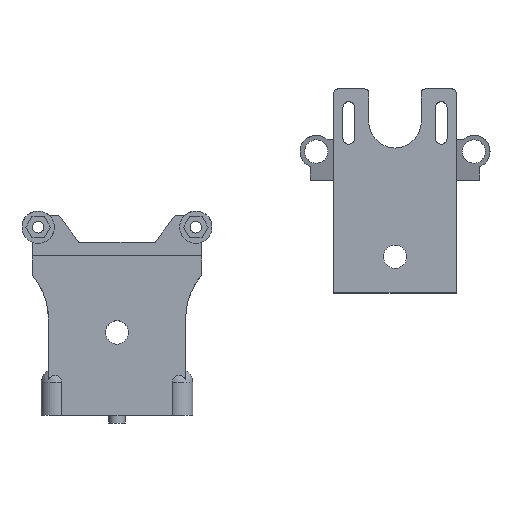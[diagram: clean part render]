
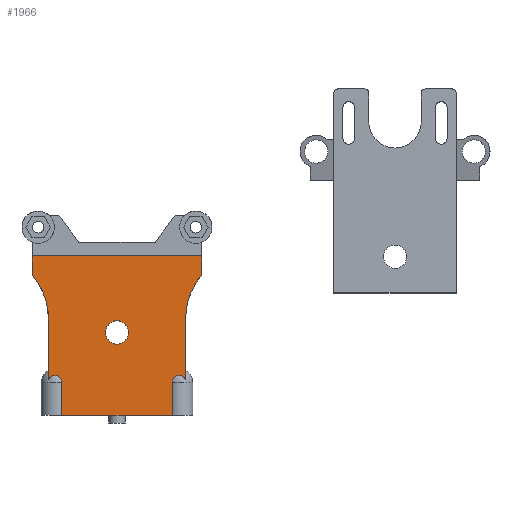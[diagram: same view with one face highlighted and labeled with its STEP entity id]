
A CAD part, top view. The second image highlights one B-rep face of the part: STEP entity #1966.
In plain terms, the highlighted planar face has unit normal (0, 0, 1).
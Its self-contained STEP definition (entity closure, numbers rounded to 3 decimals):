
#20=(
BOUNDED_CURVE()
B_SPLINE_CURVE(5,(#3102,#3103,#3104,#3105,#3106,#3107,#3108,#3109,#3110,
#3111,#3112,#3113,#3114),.UNSPECIFIED.,.F.,.F.)
B_SPLINE_CURVE_WITH_KNOTS((6,1,1,1,1,1,1,1,6),(0.3,0.3,0.4,
0.5,0.6,0.7,0.8,0.9,1.),.UNSPECIFIED.)
CURVE()
GEOMETRIC_REPRESENTATION_ITEM()
RATIONAL_B_SPLINE_CURVE((1.,1.,1.,1.,1.,1.,1.,1.,1.,1.,1.,1.,1.))
REPRESENTATION_ITEM('')
);
#22=(
BOUNDED_CURVE()
B_SPLINE_CURVE(5,(#3183,#3184,#3185,#3186,#3187,#3188,#3189,#3190,#3191,
#3192,#3193,#3194,#3195),.UNSPECIFIED.,.F.,.F.)
B_SPLINE_CURVE_WITH_KNOTS((6,1,1,1,1,1,1,1,6),(-1.,-0.9,-0.8,-0.7,-0.6,
-0.5,-0.4,-0.3,-0.3),.UNSPECIFIED.)
CURVE()
GEOMETRIC_REPRESENTATION_ITEM()
RATIONAL_B_SPLINE_CURVE((1.,1.,1.,1.,1.,1.,1.,1.,1.,1.,1.,1.,1.))
REPRESENTATION_ITEM('')
);
#27=B_SPLINE_CURVE_WITH_KNOTS('',3,(#3115,#3116,#3117,#3118,#3119,#3120,
#3121,#3122,#3123,#3124),.UNSPECIFIED.,.F.,.F.,(4,3,3,4),(0.562,
0.625,0.692,0.727),.UNSPECIFIED.);
#30=B_SPLINE_CURVE_WITH_KNOTS('',3,(#3196,#3197,#3198,#3199,#3200,#3201,
#3202,#3203,#3204,#3205),.UNSPECIFIED.,.F.,.F.,(4,3,3,4),(-1.14,
-1.026,-0.905,-0.842),.UNSPECIFIED.);
#91=FACE_BOUND('',#324,.T.);
#124=CIRCLE('',#2106,1.717);
#130=CIRCLE('',#2113,1.717);
#137=CIRCLE('',#2124,3.);
#208=FACE_OUTER_BOUND('',#323,.T.);
#323=EDGE_LOOP('',(#1512,#1513,#1514,#1515,#1516,#1517,#1518,#1519,#1520,
#1521,#1522,#1523));
#324=EDGE_LOOP('',(#1524));
#472=LINE('',#3040,#677);
#480=LINE('',#3174,#685);
#481=LINE('',#3177,#686);
#482=LINE('',#3179,#687);
#483=LINE('',#3181,#688);
#484=LINE('',#3206,#689);
#677=VECTOR('',#2443,10.);
#685=VECTOR('',#2461,10.);
#686=VECTOR('',#2464,10.);
#687=VECTOR('',#2465,10.);
#688=VECTOR('',#2466,10.);
#689=VECTOR('',#2467,10.);
#873=VERTEX_POINT('',#2973);
#874=VERTEX_POINT('',#2974);
#881=VERTEX_POINT('',#3009);
#882=VERTEX_POINT('',#3031);
#885=VERTEX_POINT('',#3039);
#889=VERTEX_POINT('',#3099);
#890=VERTEX_POINT('',#3101);
#897=VERTEX_POINT('',#3172);
#898=VERTEX_POINT('',#3176);
#899=VERTEX_POINT('',#3178);
#900=VERTEX_POINT('',#3180);
#901=VERTEX_POINT('',#3182);
#902=VERTEX_POINT('',#3207);
#1094=EDGE_CURVE('',#873,#874,#124,.T.);
#1102=EDGE_CURVE('',#882,#881,#130,.T.);
#1106=EDGE_CURVE('',#885,#882,#472,.T.);
#1111=EDGE_CURVE('',#890,#889,#20,.T.);
#1112=EDGE_CURVE('',#881,#890,#27,.F.);
#1123=EDGE_CURVE('',#874,#897,#480,.T.);
#1124=EDGE_CURVE('',#889,#898,#481,.T.);
#1125=EDGE_CURVE('',#898,#899,#482,.T.);
#1126=EDGE_CURVE('',#899,#900,#483,.T.);
#1127=EDGE_CURVE('',#900,#901,#22,.T.);
#1128=EDGE_CURVE('',#873,#901,#30,.F.);
#1129=EDGE_CURVE('',#897,#885,#484,.T.);
#1130=EDGE_CURVE('',#902,#902,#137,.T.);
#1512=ORIENTED_EDGE('',*,*,#1111,.T.);
#1513=ORIENTED_EDGE('',*,*,#1124,.T.);
#1514=ORIENTED_EDGE('',*,*,#1125,.T.);
#1515=ORIENTED_EDGE('',*,*,#1126,.T.);
#1516=ORIENTED_EDGE('',*,*,#1127,.T.);
#1517=ORIENTED_EDGE('',*,*,#1128,.F.);
#1518=ORIENTED_EDGE('',*,*,#1094,.T.);
#1519=ORIENTED_EDGE('',*,*,#1123,.T.);
#1520=ORIENTED_EDGE('',*,*,#1129,.T.);
#1521=ORIENTED_EDGE('',*,*,#1106,.T.);
#1522=ORIENTED_EDGE('',*,*,#1102,.T.);
#1523=ORIENTED_EDGE('',*,*,#1112,.T.);
#1524=ORIENTED_EDGE('',*,*,#1130,.T.);
#1878=PLANE('',#2123);
#1966=ADVANCED_FACE('',(#208,#91),#1878,.T.);
#2106=AXIS2_PLACEMENT_3D('',#2975,#2419,#2420);
#2113=AXIS2_PLACEMENT_3D('',#3032,#2433,#2434);
#2123=AXIS2_PLACEMENT_3D('',#3175,#2462,#2463);
#2124=AXIS2_PLACEMENT_3D('',#3208,#2468,#2469);
#2419=DIRECTION('center_axis',(0.,0.,-1.));
#2420=DIRECTION('ref_axis',(0.,1.,0.));
#2433=DIRECTION('center_axis',(0.,0.,-1.));
#2434=DIRECTION('ref_axis',(0.,1.,0.));
#2443=DIRECTION('',(0.,1.,0.));
#2461=DIRECTION('',(0.,-1.,0.));
#2462=DIRECTION('center_axis',(0.,0.,1.));
#2463=DIRECTION('ref_axis',(1.,0.,0.));
#2464=DIRECTION('',(0.,1.,0.));
#2465=DIRECTION('',(-1.,0.,0.));
#2466=DIRECTION('',(0.,-1.,0.));
#2467=DIRECTION('',(1.,0.,0.));
#2468=DIRECTION('center_axis',(0.,0.,-1.));
#2469=DIRECTION('ref_axis',(1.,0.,0.));
#2973=CARTESIAN_POINT('',(-17.606,9.107,3.05));
#2974=CARTESIAN_POINT('',(-14.283,8.5,3.05));
#2975=CARTESIAN_POINT('Origin',(-16.,8.5,3.05));
#3009=CARTESIAN_POINT('',(17.606,9.107,3.05));
#3031=CARTESIAN_POINT('',(14.283,8.5,3.05));
#3032=CARTESIAN_POINT('Origin',(16.,8.5,3.05));
#3039=CARTESIAN_POINT('',(14.283,0.,3.05));
#3040=CARTESIAN_POINT('',(14.283,0.,3.05));
#3099=CARTESIAN_POINT('',(21.8,36.,3.05));
#3101=CARTESIAN_POINT('',(17.625,12.,3.05));
#3102=CARTESIAN_POINT('Ctrl Pts',(17.625,12.,3.05));
#3103=CARTESIAN_POINT('Ctrl Pts',(17.625,12.002,3.05));
#3104=CARTESIAN_POINT('Ctrl Pts',(17.626,12.827,3.05));
#3105=CARTESIAN_POINT('Ctrl Pts',(17.621,14.476,3.05));
#3106=CARTESIAN_POINT('Ctrl Pts',(17.59,16.944,3.05));
#3107=CARTESIAN_POINT('Ctrl Pts',(17.505,20.187,3.05));
#3108=CARTESIAN_POINT('Ctrl Pts',(17.445,24.048,3.05));
#3109=CARTESIAN_POINT('Ctrl Pts',(17.746,27.594,3.05));
#3110=CARTESIAN_POINT('Ctrl Pts',(18.53,30.784,3.05));
#3111=CARTESIAN_POINT('Ctrl Pts',(19.58,33.045,3.05));
#3112=CARTESIAN_POINT('Ctrl Pts',(20.6,34.583,3.05));
#3113=CARTESIAN_POINT('Ctrl Pts',(21.383,35.539,3.05));
#3114=CARTESIAN_POINT('Ctrl Pts',(21.8,36.,3.05));
#3115=CARTESIAN_POINT('Ctrl Pts',(17.625,12.,3.05));
#3116=CARTESIAN_POINT('Ctrl Pts',(17.625,11.632,3.05));
#3117=CARTESIAN_POINT('Ctrl Pts',(17.624,11.263,3.05));
#3118=CARTESIAN_POINT('Ctrl Pts',(17.622,10.896,3.05));
#3119=CARTESIAN_POINT('Ctrl Pts',(17.619,10.502,3.05));
#3120=CARTESIAN_POINT('Ctrl Pts',(17.616,10.109,3.05));
#3121=CARTESIAN_POINT('Ctrl Pts',(17.612,9.717,3.05));
#3122=CARTESIAN_POINT('Ctrl Pts',(17.61,9.513,3.05));
#3123=CARTESIAN_POINT('Ctrl Pts',(17.608,9.31,3.05));
#3124=CARTESIAN_POINT('Ctrl Pts',(17.606,9.107,3.05));
#3172=CARTESIAN_POINT('',(-14.283,0.,3.05));
#3174=CARTESIAN_POINT('',(-14.283,0.,3.05));
#3175=CARTESIAN_POINT('Origin',(0.,25.7,3.05));
#3176=CARTESIAN_POINT('',(21.8,41.,3.05));
#3177=CARTESIAN_POINT('',(21.8,44.531,3.05));
#3178=CARTESIAN_POINT('',(-21.8,41.,3.05));
#3179=CARTESIAN_POINT('',(0.,41.,3.05));
#3180=CARTESIAN_POINT('',(-21.8,36.,3.05));
#3181=CARTESIAN_POINT('',(-21.8,44.531,3.05));
#3182=CARTESIAN_POINT('',(-17.625,12.,3.05));
#3183=CARTESIAN_POINT('Ctrl Pts',(-21.8,36.,3.05));
#3184=CARTESIAN_POINT('Ctrl Pts',(-21.383,35.539,3.05));
#3185=CARTESIAN_POINT('Ctrl Pts',(-20.6,34.583,3.05));
#3186=CARTESIAN_POINT('Ctrl Pts',(-19.58,33.045,3.05));
#3187=CARTESIAN_POINT('Ctrl Pts',(-18.53,30.784,3.05));
#3188=CARTESIAN_POINT('Ctrl Pts',(-17.746,27.594,3.05));
#3189=CARTESIAN_POINT('Ctrl Pts',(-17.445,24.048,3.05));
#3190=CARTESIAN_POINT('Ctrl Pts',(-17.505,20.187,3.05));
#3191=CARTESIAN_POINT('Ctrl Pts',(-17.59,16.944,3.05));
#3192=CARTESIAN_POINT('Ctrl Pts',(-17.621,14.476,3.05));
#3193=CARTESIAN_POINT('Ctrl Pts',(-17.626,12.827,3.05));
#3194=CARTESIAN_POINT('Ctrl Pts',(-17.625,12.002,3.05));
#3195=CARTESIAN_POINT('Ctrl Pts',(-17.625,12.,3.05));
#3196=CARTESIAN_POINT('Ctrl Pts',(-17.625,12.,3.05));
#3197=CARTESIAN_POINT('Ctrl Pts',(-17.625,11.632,3.05));
#3198=CARTESIAN_POINT('Ctrl Pts',(-17.624,11.263,3.05));
#3199=CARTESIAN_POINT('Ctrl Pts',(-17.622,10.896,3.05));
#3200=CARTESIAN_POINT('Ctrl Pts',(-17.619,10.502,3.05));
#3201=CARTESIAN_POINT('Ctrl Pts',(-17.616,10.109,3.05));
#3202=CARTESIAN_POINT('Ctrl Pts',(-17.612,9.717,3.05));
#3203=CARTESIAN_POINT('Ctrl Pts',(-17.61,9.513,3.05));
#3204=CARTESIAN_POINT('Ctrl Pts',(-17.608,9.31,3.05));
#3205=CARTESIAN_POINT('Ctrl Pts',(-17.606,9.107,3.05));
#3206=CARTESIAN_POINT('',(0.,0.,3.05));
#3207=CARTESIAN_POINT('',(-3.,21.3,3.05));
#3208=CARTESIAN_POINT('Origin',(0.,21.3,3.05));
